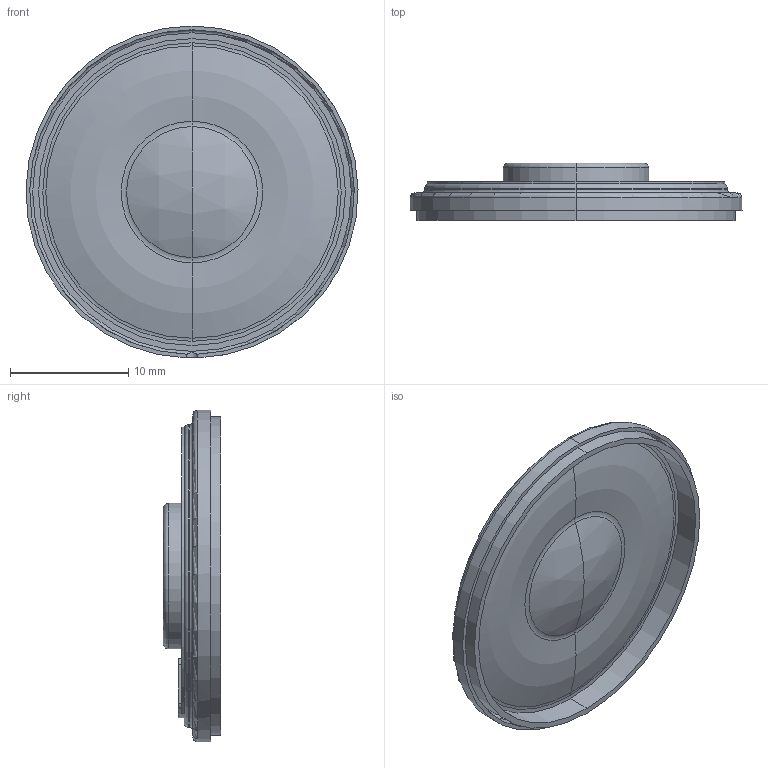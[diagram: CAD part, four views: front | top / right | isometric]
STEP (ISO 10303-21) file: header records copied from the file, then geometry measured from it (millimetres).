
FILE_DESCRIPTION (( 'STEP AP214' ), '1' );
FILE_NAME ('28mm 8Ohm 1W Full Range Audio Speaker.STEP', '2019-12-06T14:09:48', ( '' ), ( '' ), 'SwSTEP 2.0', 'SolidWorks 2018', '' );
FILE_SCHEMA (( 'AUTOMOTIVE_DESIGN' ));
Length unit declared in the file: millimetre
Products named in the file (1): 28mm 8Ohm 1W Full Range Audio Speaker
Bounding box: 28.14 x 4.85 x 28.13 mm (x, y, z)
Volume: 694.1 mm3; surface area: 4433.5 mm2
Topology: 7 solids, 7 shells, 140 faces, 323 edges, 207 vertices
Faces by surface type: cylinder 53, torus 44, plane 29, cone 8, sphere 4, bspline 2
Entity records: 10022 total; most frequent: CARTESIAN_POINT 6487, DIRECTION 816, ORIENTED_EDGE 646, AXIS2_PLACEMENT_3D 366, EDGE_CURVE 323, CIRCLE 227, VERTEX_POINT 207, EDGE_LOOP 178
